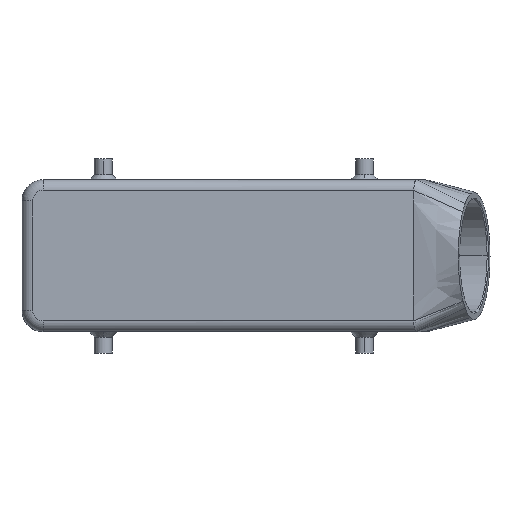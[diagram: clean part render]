
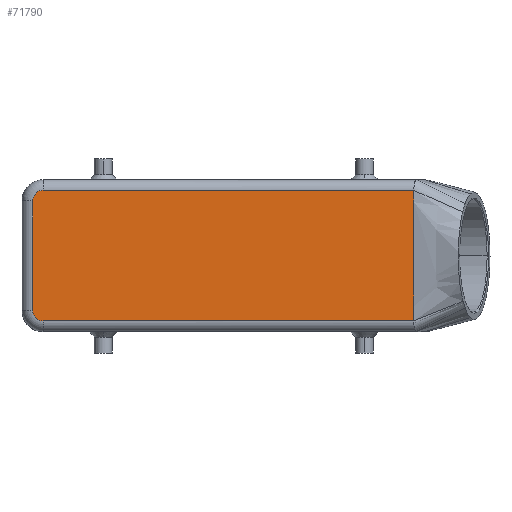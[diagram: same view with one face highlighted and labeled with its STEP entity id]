
A CAD part, top view. The second image highlights one B-rep face of the part: STEP entity #71790.
In plain terms, the highlighted planar face has unit normal (0, 0, 1).
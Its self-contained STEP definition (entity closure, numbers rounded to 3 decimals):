
#41700=CARTESIAN_POINT('',(-54.,18.5,63.));
#41710=DIRECTION('',(1.,0.,0.));
#41720=VECTOR('',#41710,105.);
#41730=LINE('',#41700,#41720);
#41740=CARTESIAN_POINT('',(-54.,18.5,63.));
#41750=VERTEX_POINT('',#41740);
#41760=CARTESIAN_POINT('',(51.,18.5,63.));
#41770=VERTEX_POINT('',#41760);
#41780=EDGE_CURVE('',#41750,#41770,#41730,.T.);
#42280=CARTESIAN_POINT('',(-57.,15.5,63.));
#42290=VERTEX_POINT('',#42280);
#42320=CARTESIAN_POINT('',(-57.,-15.5,63.));
#42330=DIRECTION('',(0.,1.,0.));
#42340=VECTOR('',#42330,31.);
#42350=LINE('',#42320,#42340);
#42360=CARTESIAN_POINT('',(-57.,-15.5,63.));
#42370=VERTEX_POINT('',#42360);
#42380=EDGE_CURVE('',#42370,#42290,#42350,.T.);
#42620=CARTESIAN_POINT('',(51.,-18.5,63.));
#42630=DIRECTION('',(-1.,0.,0.));
#42640=VECTOR('',#42630,105.);
#42650=LINE('',#42620,#42640);
#42660=CARTESIAN_POINT('',(51.,-18.5,63.));
#42670=VERTEX_POINT('',#42660);
#42680=CARTESIAN_POINT('',(-54.,-18.5,63.));
#42690=VERTEX_POINT('',#42680);
#42700=EDGE_CURVE('',#42670,#42690,#42650,.T.);
#64320=CARTESIAN_POINT('',(51.,-18.5,63.));
#64330=DIRECTION('',(0.,1.,0.));
#64340=VECTOR('',#64330,4.21);
#64350=LINE('',#64320,#64340);
#64360=CARTESIAN_POINT('',(51.,-14.29,63.));
#64370=VERTEX_POINT('',#64360);
#64380=EDGE_CURVE('',#42670,#64370,#64350,.T.);
#64400=CARTESIAN_POINT('',(51.,-14.29,63.));
#64410=DIRECTION('',(0.,1.,0.));
#64420=VECTOR('',#64410,29.445);
#64430=LINE('',#64400,#64420);
#64440=CARTESIAN_POINT('',(51.,15.155,63.));
#64450=VERTEX_POINT('',#64440);
#64460=EDGE_CURVE('',#64370,#64450,#64430,.T.);
#64480=CARTESIAN_POINT('',(51.,15.155,63.));
#64490=DIRECTION('',(0.,1.,0.));
#64500=VECTOR('',#64490,3.345);
#64510=LINE('',#64480,#64500);
#64520=EDGE_CURVE('',#64450,#41770,#64510,.T.);
#70430=CARTESIAN_POINT('',(-54.,-15.5,63.));
#70440=DIRECTION('',(0.,0.,-1.));
#70450=DIRECTION('',(-0.707,-0.707,0.));
#70460=AXIS2_PLACEMENT_3D('',#70430,#70440,#70450);
#70470=CIRCLE('',#70460,3.);
#70480=EDGE_CURVE('',#42690,#42370,#70470,.T.);
#71060=CARTESIAN_POINT('',(-54.,15.5,63.));
#71070=DIRECTION('',(0.,0.,-1.));
#71080=DIRECTION('',(-0.707,0.707,0.));
#71090=AXIS2_PLACEMENT_3D('',#71060,#71070,#71080);
#71100=CIRCLE('',#71090,3.);
#71110=EDGE_CURVE('',#42290,#41750,#71100,.T.);
#71640=CARTESIAN_POINT('',(51.,0.,63.));
#71650=DIRECTION('',(0.,0.,1.));
#71660=DIRECTION('',(1.,0.,0.));
#71670=AXIS2_PLACEMENT_3D('',#71640,#71650,#71660);
#71680=PLANE('',#71670);
#71690=ORIENTED_EDGE('',*,*,#64520,.T.);
#71700=ORIENTED_EDGE('',*,*,#64460,.T.);
#71710=ORIENTED_EDGE('',*,*,#64380,.T.);
#71720=ORIENTED_EDGE('',*,*,#42700,.F.);
#71730=ORIENTED_EDGE('',*,*,#70480,.F.);
#71740=ORIENTED_EDGE('',*,*,#42380,.F.);
#71750=ORIENTED_EDGE('',*,*,#71110,.F.);
#71760=ORIENTED_EDGE('',*,*,#41780,.F.);
#71770=EDGE_LOOP('',(#71760,#71750,#71740,#71730,#71720,#71710,#71700,
#71690));
#71780=FACE_OUTER_BOUND('',#71770,.T.);
#71790=ADVANCED_FACE('',(#71780),#71680,.T.);
